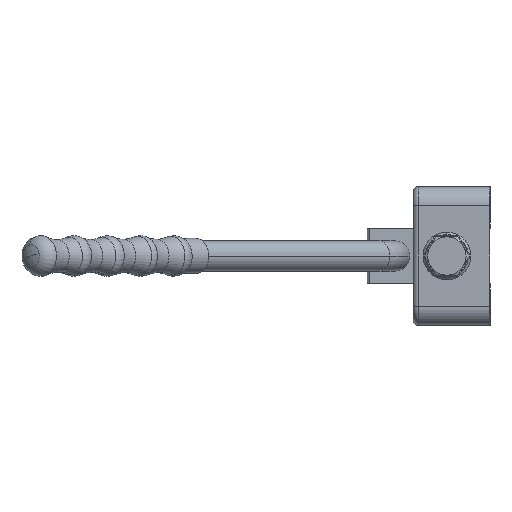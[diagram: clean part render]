
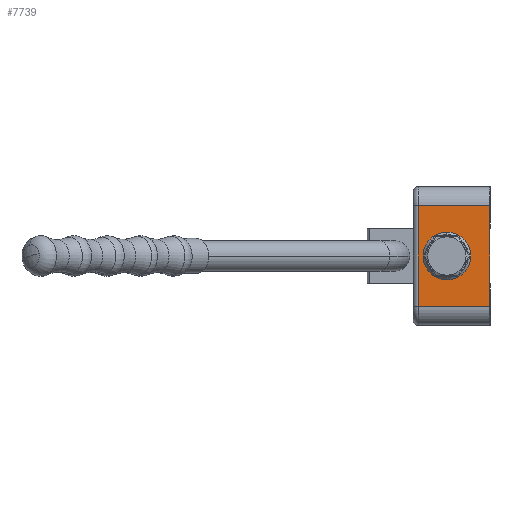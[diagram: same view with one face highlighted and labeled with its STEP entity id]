
A CAD part, left-side view. The second image highlights one B-rep face of the part: STEP entity #7739.
In plain terms, the highlighted planar face has unit normal (-1, 0, 0).
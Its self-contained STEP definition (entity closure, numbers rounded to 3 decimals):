
#57 = CARTESIAN_POINT ( 'NONE',  ( -67.5, 32., 21. ) ) ;
#370 = DIRECTION ( 'NONE',  ( 0., 0., -1. ) ) ;
#623 = CARTESIAN_POINT ( 'NONE',  ( -67.5, 18., 0. ) ) ;
#709 = EDGE_CURVE ( 'NONE', #13323, #15497, #2572, .T. ) ;
#722 = CARTESIAN_POINT ( 'NONE',  ( -67.5, 0., 21. ) ) ;
#791 = EDGE_CURVE ( 'NONE', #6869, #8663, #3314, .T. ) ;
#1842 = DIRECTION ( 'NONE',  ( 0., 0., -1. ) ) ;
#1998 = CARTESIAN_POINT ( 'NONE',  ( -67.5, 18., -9.95 ) ) ;
#2254 = DIRECTION ( 'NONE',  ( 0., 0., 1. ) ) ;
#2572 = LINE ( 'NONE', #8233, #2948 ) ;
#2948 = VECTOR ( 'NONE', #2254, 1000. ) ;
#3314 = LINE ( 'NONE', #4676, #15816 ) ;
#3360 = VERTEX_POINT ( 'NONE', #1998 ) ;
#3405 = CIRCLE ( 'NONE', #14380, 9.95 ) ;
#3818 = CIRCLE ( 'NONE', #4117, 9.95 ) ;
#4117 = AXIS2_PLACEMENT_3D ( 'NONE', #12520, #5068, #13817 ) ;
#4253 = CARTESIAN_POINT ( 'NONE',  ( -67.5, 30., -21. ) ) ;
#4334 = VECTOR ( 'NONE', #11225, 1000. ) ;
#4676 = CARTESIAN_POINT ( 'NONE',  ( -67.5, 30., -21. ) ) ;
#4704 = LINE ( 'NONE', #7452, #4334 ) ;
#4776 = VERTEX_POINT ( 'NONE', #10785 ) ;
#4897 = CARTESIAN_POINT ( 'NONE',  ( -67.5, 0., -21. ) ) ;
#5068 = DIRECTION ( 'NONE',  ( 1., 0., 0. ) ) ;
#5219 = CARTESIAN_POINT ( 'NONE',  ( -67.5, 32., -29. ) ) ;
#5256 = ORIENTED_EDGE ( 'NONE', *, *, #791, .T. ) ;
#5716 = FACE_OUTER_BOUND ( 'NONE', #8920, .T. ) ;
#6099 = FACE_BOUND ( 'NONE', #12020, .T. ) ;
#6435 = PLANE ( 'NONE',  #6739 ) ;
#6739 = AXIS2_PLACEMENT_3D ( 'NONE', #5219, #7680, #370 ) ;
#6869 = VERTEX_POINT ( 'NONE', #12151 ) ;
#7037 = EDGE_CURVE ( 'NONE', #15497, #6869, #11311, .T. ) ;
#7452 = CARTESIAN_POINT ( 'NONE',  ( -67.5, 32., -21. ) ) ;
#7680 = DIRECTION ( 'NONE',  ( 1., 0., 0. ) ) ;
#7739 = ADVANCED_FACE ( 'NONE', ( #6099, #5716 ), #6435, .F. ) ;
#8233 = CARTESIAN_POINT ( 'NONE',  ( -67.5, 0., -29. ) ) ;
#8643 = DIRECTION ( 'NONE',  ( 0., 1., 0. ) ) ;
#8663 = VERTEX_POINT ( 'NONE', #4253 ) ;
#8766 = VECTOR ( 'NONE', #8643, 1000. ) ;
#8920 = EDGE_LOOP ( 'NONE', ( #12184, #5256, #15436, #10794 ) ) ;
#9190 = DIRECTION ( 'NONE',  ( 1., 0., 0. ) ) ;
#9252 = ORIENTED_EDGE ( 'NONE', *, *, #9434, .T. ) ;
#9434 = EDGE_CURVE ( 'NONE', #3360, #4776, #3818, .T. ) ;
#10785 = CARTESIAN_POINT ( 'NONE',  ( -67.5, 18., 9.95 ) ) ;
#10794 = ORIENTED_EDGE ( 'NONE', *, *, #709, .T. ) ;
#11225 = DIRECTION ( 'NONE',  ( 0., -1., 0. ) ) ;
#11311 = LINE ( 'NONE', #57, #8766 ) ;
#11417 = EDGE_CURVE ( 'NONE', #4776, #3360, #3405, .T. ) ;
#12020 = EDGE_LOOP ( 'NONE', ( #9252, #15244 ) ) ;
#12151 = CARTESIAN_POINT ( 'NONE',  ( -67.5, 30., 21. ) ) ;
#12184 = ORIENTED_EDGE ( 'NONE', *, *, #7037, .T. ) ;
#12520 = CARTESIAN_POINT ( 'NONE',  ( -67.5, 18., 0. ) ) ;
#13323 = VERTEX_POINT ( 'NONE', #4897 ) ;
#13446 = EDGE_CURVE ( 'NONE', #8663, #13323, #4704, .T. ) ;
#13817 = DIRECTION ( 'NONE',  ( 0., 0., -1. ) ) ;
#14374 = DIRECTION ( 'NONE',  ( 0., 0., -1. ) ) ;
#14380 = AXIS2_PLACEMENT_3D ( 'NONE', #623, #9190, #1842 ) ;
#15244 = ORIENTED_EDGE ( 'NONE', *, *, #11417, .T. ) ;
#15436 = ORIENTED_EDGE ( 'NONE', *, *, #13446, .T. ) ;
#15497 = VERTEX_POINT ( 'NONE', #722 ) ;
#15816 = VECTOR ( 'NONE', #14374, 1000. ) ;
